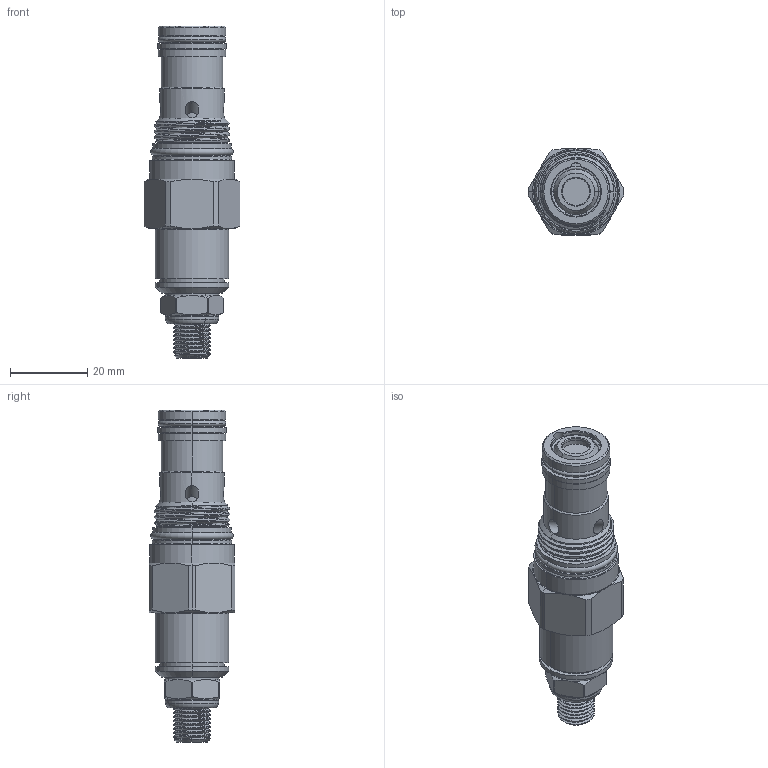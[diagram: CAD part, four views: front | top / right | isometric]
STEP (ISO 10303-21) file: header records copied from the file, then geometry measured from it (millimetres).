
FILE_DESCRIPTION (( 'STEP AP203' ), '1' );
FILE_NAME ('NC13A21-L.STEP', '2016-06-07T07:43:38', ( '' ), ( '' ), 'SwSTEP 2.0', 'SolidWorks 2012', '' );
FILE_SCHEMA (( 'CONFIG_CONTROL_DESIGN' ));
Length unit declared in the file: millimetre
Products named in the file (1): NC13A21-L
Bounding box: 24.8 x 22.22 x 85.86 mm (x, y, z)
Volume: 20914.3 mm3; surface area: 9198 mm2
Topology: 4 solids, 8 shells, 294 faces, 716 edges, 454 vertices
Faces by surface type: cylinder 139, plane 60, cone 55, torus 31, bspline 9
Entity records: 16611 total; most frequent: CARTESIAN_POINT 9986, ORIENTED_EDGE 1428, DIRECTION 1331, EDGE_CURVE 714, AXIS2_PLACEMENT_3D 552, VERTEX_POINT 454, EDGE_LOOP 318, FACE_OUTER_BOUND 294
